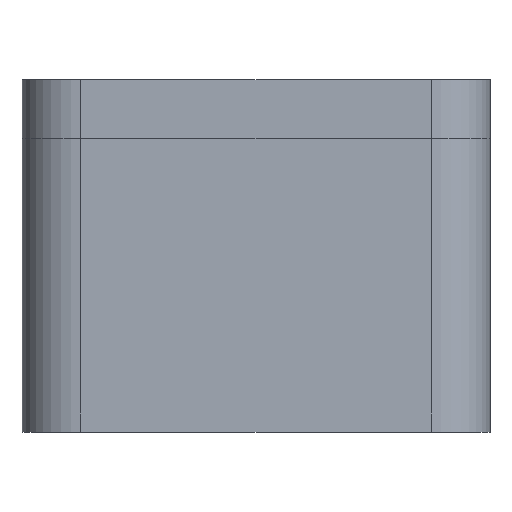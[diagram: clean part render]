
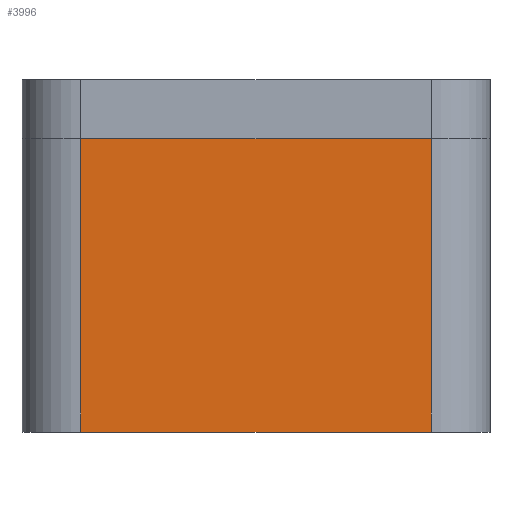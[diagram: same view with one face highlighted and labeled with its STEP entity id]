
A CAD part, top view. The second image highlights one B-rep face of the part: STEP entity #3996.
In plain terms, the highlighted planar face has unit normal (0, 0, 1).
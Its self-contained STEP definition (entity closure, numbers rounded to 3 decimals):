
#1161 = PLANE('',#1162);
#1162 = AXIS2_PLACEMENT_3D('',#1163,#1164,#1165);
#1163 = CARTESIAN_POINT('',(0.,-5.6,0.));
#1164 = DIRECTION('',(0.,1.,0.));
#1165 = DIRECTION('',(0.,0.,1.));
#1189 = CYLINDRICAL_SURFACE('',#1190,1.125);
#1190 = AXIS2_PLACEMENT_3D('',#1191,#1192,#1193);
#1191 = CARTESIAN_POINT('',(-3.345,0.,0.455));
#1192 = DIRECTION('',(0.,1.,0.));
#1193 = DIRECTION('',(1.,0.,0.));
#2232 = VERTEX_POINT('',#2233);
#2233 = CARTESIAN_POINT('',(-3.345,-5.6,1.58));
#2258 = EDGE_CURVE('',#2232,#2259,#2261,.T.);
#2259 = VERTEX_POINT('',#2260);
#2260 = CARTESIAN_POINT('',(3.345,-5.6,1.58));
#2261 = SURFACE_CURVE('',#2262,(#2266,#2273),.PCURVE_S1.);
#2262 = LINE('',#2263,#2264);
#2263 = CARTESIAN_POINT('',(-3.345,-5.6,1.58));
#2264 = VECTOR('',#2265,1.);
#2265 = DIRECTION('',(1.,0.,0.));
#2266 = PCURVE('',#1161,#2267);
#2267 = DEFINITIONAL_REPRESENTATION('',(#2268),#2272);
#2268 = LINE('',#2269,#2270);
#2269 = CARTESIAN_POINT('',(1.58,-3.345));
#2270 = VECTOR('',#2271,1.);
#2271 = DIRECTION('',(0.,1.));
#2272 = ( GEOMETRIC_REPRESENTATION_CONTEXT(2) 
PARAMETRIC_REPRESENTATION_CONTEXT() REPRESENTATION_CONTEXT('2D SPACE',''
  ) );
#2273 = PCURVE('',#2274,#2279);
#2274 = PLANE('',#2275);
#2275 = AXIS2_PLACEMENT_3D('',#2276,#2277,#2278);
#2276 = CARTESIAN_POINT('',(-3.345,0.,1.58));
#2277 = DIRECTION('',(0.,0.,1.));
#2278 = DIRECTION('',(1.,0.,0.));
#2279 = DEFINITIONAL_REPRESENTATION('',(#2280),#2284);
#2280 = LINE('',#2281,#2282);
#2281 = CARTESIAN_POINT('',(0.,-5.6));
#2282 = VECTOR('',#2283,1.);
#2283 = DIRECTION('',(1.,0.));
#2284 = ( GEOMETRIC_REPRESENTATION_CONTEXT(2) 
PARAMETRIC_REPRESENTATION_CONTEXT() REPRESENTATION_CONTEXT('2D SPACE',''
  ) );
#2307 = CYLINDRICAL_SURFACE('',#2308,1.125);
#2308 = AXIS2_PLACEMENT_3D('',#2309,#2310,#2311);
#2309 = CARTESIAN_POINT('',(3.345,0.,0.455));
#2310 = DIRECTION('',(0.,1.,0.));
#2311 = DIRECTION('',(1.,0.,0.));
#2683 = EDGE_CURVE('',#2684,#2232,#2686,.T.);
#2684 = VERTEX_POINT('',#2685);
#2685 = CARTESIAN_POINT('',(-3.345,0.,1.58));
#2686 = SURFACE_CURVE('',#2687,(#2691,#2697),.PCURVE_S1.);
#2687 = LINE('',#2688,#2689);
#2688 = CARTESIAN_POINT('',(-3.345,0.,1.58));
#2689 = VECTOR('',#2690,1.);
#2690 = DIRECTION('',(0.,-1.,0.));
#2691 = PCURVE('',#1189,#2692);
#2692 = DEFINITIONAL_REPRESENTATION('',(#2693),#2696);
#2693 = B_SPLINE_CURVE_WITH_KNOTS('',1,(#2694,#2695),.UNSPECIFIED.,.F.,
  .F.,(2,2),(0.,5.6),.PIECEWISE_BEZIER_KNOTS.);
#2694 = CARTESIAN_POINT('',(-1.571,0.));
#2695 = CARTESIAN_POINT('',(-1.571,-5.6));
#2696 = ( GEOMETRIC_REPRESENTATION_CONTEXT(2) 
PARAMETRIC_REPRESENTATION_CONTEXT() REPRESENTATION_CONTEXT('2D SPACE',''
  ) );
#2697 = PCURVE('',#2274,#2698);
#2698 = DEFINITIONAL_REPRESENTATION('',(#2699),#2703);
#2699 = LINE('',#2700,#2701);
#2700 = CARTESIAN_POINT('',(0.,0.));
#2701 = VECTOR('',#2702,1.);
#2702 = DIRECTION('',(0.,-1.));
#2703 = ( GEOMETRIC_REPRESENTATION_CONTEXT(2) 
PARAMETRIC_REPRESENTATION_CONTEXT() REPRESENTATION_CONTEXT('2D SPACE',''
  ) );
#3996 = ADVANCED_FACE('',(#3997),#2274,.T.);
#3997 = FACE_BOUND('',#3998,.T.);
#3998 = EDGE_LOOP('',(#3999,#4000,#4001,#4023));
#3999 = ORIENTED_EDGE('',*,*,#2683,.T.);
#4000 = ORIENTED_EDGE('',*,*,#2258,.T.);
#4001 = ORIENTED_EDGE('',*,*,#4002,.F.);
#4002 = EDGE_CURVE('',#4003,#2259,#4005,.T.);
#4003 = VERTEX_POINT('',#4004);
#4004 = CARTESIAN_POINT('',(3.345,0.,1.58));
#4005 = SURFACE_CURVE('',#4006,(#4010,#4017),.PCURVE_S1.);
#4006 = LINE('',#4007,#4008);
#4007 = CARTESIAN_POINT('',(3.345,0.,1.58));
#4008 = VECTOR('',#4009,1.);
#4009 = DIRECTION('',(0.,-1.,0.));
#4010 = PCURVE('',#2274,#4011);
#4011 = DEFINITIONAL_REPRESENTATION('',(#4012),#4016);
#4012 = LINE('',#4013,#4014);
#4013 = CARTESIAN_POINT('',(6.69,0.));
#4014 = VECTOR('',#4015,1.);
#4015 = DIRECTION('',(0.,-1.));
#4016 = ( GEOMETRIC_REPRESENTATION_CONTEXT(2) 
PARAMETRIC_REPRESENTATION_CONTEXT() REPRESENTATION_CONTEXT('2D SPACE',''
  ) );
#4017 = PCURVE('',#2307,#4018);
#4018 = DEFINITIONAL_REPRESENTATION('',(#4019),#4022);
#4019 = B_SPLINE_CURVE_WITH_KNOTS('',1,(#4020,#4021),.UNSPECIFIED.,.F.,
  .F.,(2,2),(0.,5.6),.PIECEWISE_BEZIER_KNOTS.);
#4020 = CARTESIAN_POINT('',(-1.571,0.));
#4021 = CARTESIAN_POINT('',(-1.571,-5.6));
#4022 = ( GEOMETRIC_REPRESENTATION_CONTEXT(2) 
PARAMETRIC_REPRESENTATION_CONTEXT() REPRESENTATION_CONTEXT('2D SPACE',''
  ) );
#4023 = ORIENTED_EDGE('',*,*,#4024,.F.);
#4024 = EDGE_CURVE('',#2684,#4003,#4025,.T.);
#4025 = SURFACE_CURVE('',#4026,(#4030,#4037),.PCURVE_S1.);
#4026 = LINE('',#4027,#4028);
#4027 = CARTESIAN_POINT('',(-3.345,0.,1.58));
#4028 = VECTOR('',#4029,1.);
#4029 = DIRECTION('',(1.,0.,0.));
#4030 = PCURVE('',#2274,#4031);
#4031 = DEFINITIONAL_REPRESENTATION('',(#4032),#4036);
#4032 = LINE('',#4033,#4034);
#4033 = CARTESIAN_POINT('',(0.,0.));
#4034 = VECTOR('',#4035,1.);
#4035 = DIRECTION('',(1.,0.));
#4036 = ( GEOMETRIC_REPRESENTATION_CONTEXT(2) 
PARAMETRIC_REPRESENTATION_CONTEXT() REPRESENTATION_CONTEXT('2D SPACE',''
  ) );
#4037 = PCURVE('',#4038,#4043);
#4038 = PLANE('',#4039);
#4039 = AXIS2_PLACEMENT_3D('',#4040,#4041,#4042);
#4040 = CARTESIAN_POINT('',(-3.345,0.,1.58));
#4041 = DIRECTION('',(0.,0.,-1.));
#4042 = DIRECTION('',(1.,0.,0.));
#4043 = DEFINITIONAL_REPRESENTATION('',(#4044),#4048);
#4044 = LINE('',#4045,#4046);
#4045 = CARTESIAN_POINT('',(0.,0.));
#4046 = VECTOR('',#4047,1.);
#4047 = DIRECTION('',(1.,0.));
#4048 = ( GEOMETRIC_REPRESENTATION_CONTEXT(2) 
PARAMETRIC_REPRESENTATION_CONTEXT() REPRESENTATION_CONTEXT('2D SPACE',''
  ) );
